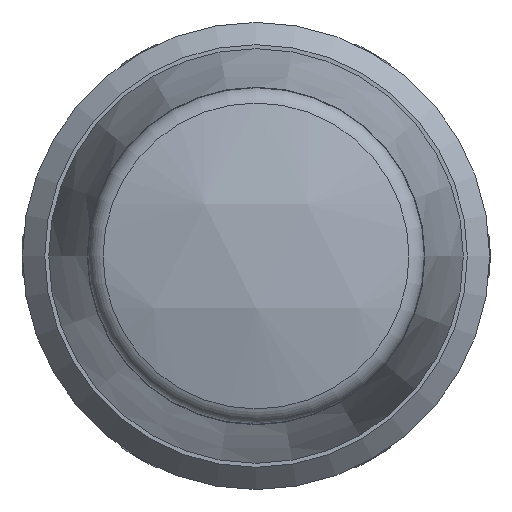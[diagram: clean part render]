
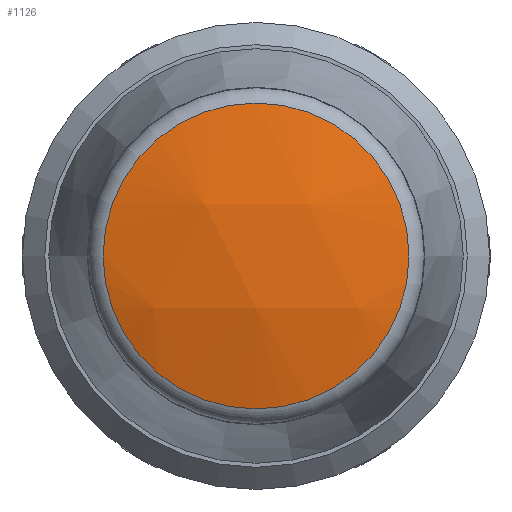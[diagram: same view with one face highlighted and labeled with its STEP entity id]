
A CAD part, front view. The second image highlights one B-rep face of the part: STEP entity #1126.
In plain terms, the highlighted spherical face has radius 22 mm.
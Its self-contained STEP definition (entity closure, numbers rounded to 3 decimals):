
#15=SPHERICAL_SURFACE('',#1259,22.);
#213=FACE_OUTER_BOUND('',#289,.T.);
#289=EDGE_LOOP('',(#843));
#388=CIRCLE('',#1260,6.862);
#492=VERTEX_POINT('',#1915);
#620=EDGE_CURVE('',#492,#492,#388,.T.);
#843=ORIENTED_EDGE('',*,*,#620,.F.);
#1126=ADVANCED_FACE('',(#213),#15,.T.);
#1259=AXIS2_PLACEMENT_3D('',#1914,#1519,#1520);
#1260=AXIS2_PLACEMENT_3D('',#1916,#1521,#1522);
#1519=DIRECTION('center_axis',(0.,0.,
1.));
#1520=DIRECTION('ref_axis',(1.,0.,0.));
#1521=DIRECTION('center_axis',(0.,1.,0.));
#1522=DIRECTION('ref_axis',(1.,0.,0.));
#1914=CARTESIAN_POINT('Origin',(0.,0.5,
0.));
#1915=CARTESIAN_POINT('',(0.,-20.402,-6.862));
#1916=CARTESIAN_POINT('Origin',(0.,-20.402,
0.));
